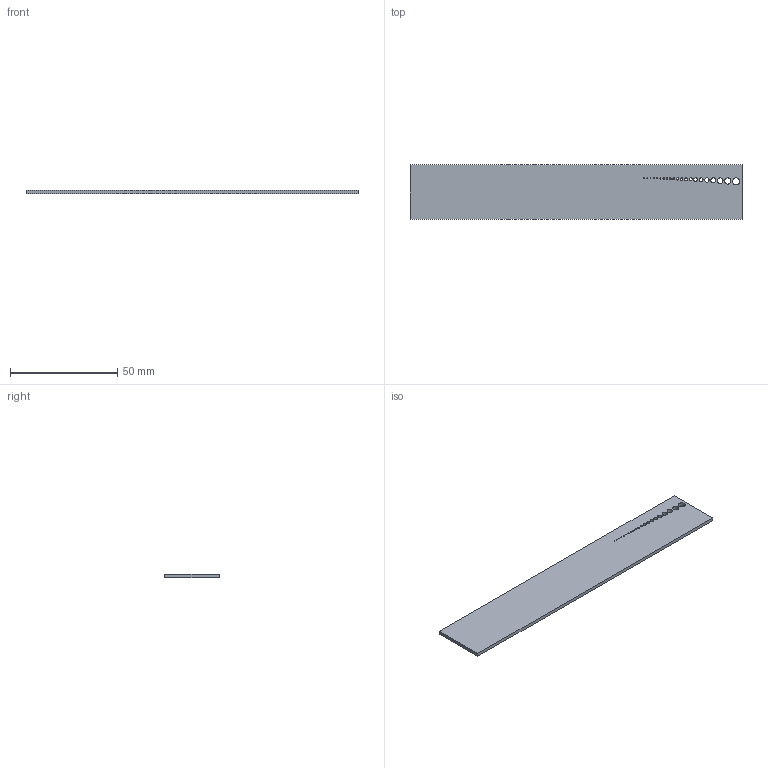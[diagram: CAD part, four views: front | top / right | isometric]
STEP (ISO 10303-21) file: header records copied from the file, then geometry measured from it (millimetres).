
FILE_DESCRIPTION(('KiCad electronic assembly'),'2;1');
FILE_NAME('kicadBoard.step','2022-11-01T23:35:32',('Pcbnew'),('Kicad'), 'Open CASCADE STEP processor 7.6','KiCad to STEP converter','Unknown' );
FILE_SCHEMA(('AUTOMOTIVE_DESIGN { 1 0 10303 214 1 1 1 1 }'));
Length unit declared in the file: millimetre
Products named in the file (2): kicadBoard 1; _autosave-kicadBoard PCB
Assembly tree (1 placements, depth 2):
  kicadBoard 1
    _autosave-kicadBoard PCB
Bounding box: 154.94 x 25.4 x 1.6 mm (x, y, z)
Volume: 6232.6 mm3; surface area: 8504.6 mm2
Topology: 1 solids, 1 shells, 27 faces, 75 edges, 50 vertices
Faces by surface type: cylinder 21, plane 6
Full cylindrical faces by diameter (mm): 0.321 x1, 0.361 x1, 0.405 x1, 0.455 x1, 0.511 x1, 0.573 x1, 0.644 x1, 0.723 x1, 0.812 x1, 0.912 x1, 1.02 x1, 1.15 x1, 1.29 x1, 1.45 x1, 1.63 x1, 1.83 x1, 2.05 x1, 2.3 x1, 2.59 x1, 2.91 x1, 3.26 x1
Entity records: 2123 total; most frequent: CARTESIAN_POINT 556, DIRECTION 283, ORIENTED_EDGE 150, PCURVE 150, DEFINITIONAL_REPRESENTATION 150, LINE 141, VECTOR 141, EDGE_CURVE 75
